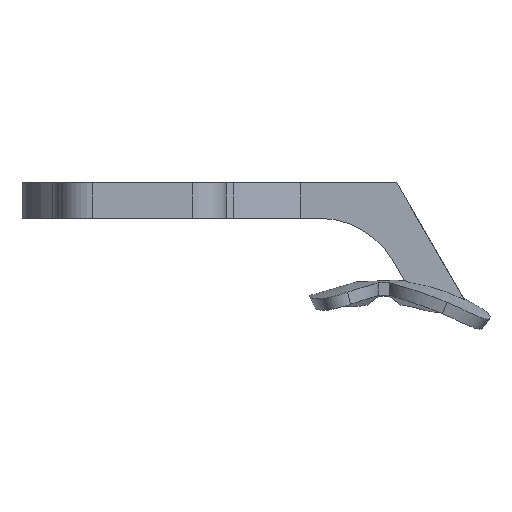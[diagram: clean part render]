
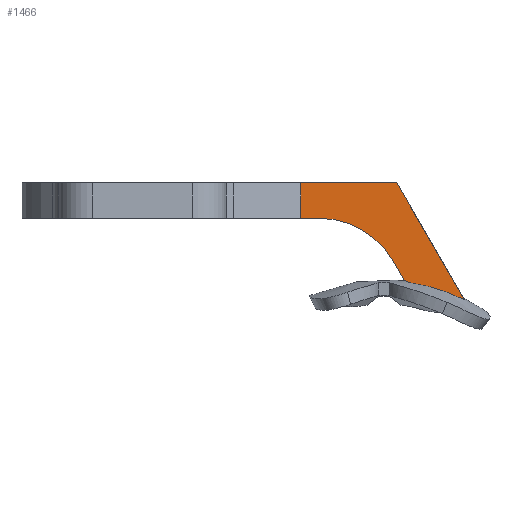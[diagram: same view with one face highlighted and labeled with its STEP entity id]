
A CAD part, left-side view. The second image highlights one B-rep face of the part: STEP entity #1466.
In plain terms, the highlighted planar face has unit normal (-1, 0, 0).
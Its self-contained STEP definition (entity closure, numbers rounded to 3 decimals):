
#47=PLANE('',#1570);
#85=LINE('',#4053,#203);
#112=LINE('',#4141,#230);
#113=LINE('',#4143,#231);
#114=LINE('',#4145,#232);
#115=LINE('',#4147,#233);
#116=LINE('',#4150,#234);
#203=VECTOR('',#1664,1000.);
#230=VECTOR('',#1751,1000.);
#231=VECTOR('',#1752,1000.);
#232=VECTOR('',#1753,1000.);
#233=VECTOR('',#1754,1000.);
#234=VECTOR('',#1757,1000.);
#344=FACE_OUTER_BOUND('',#428,.T.);
#428=EDGE_LOOP('',(#1111,#1112,#1113,#1114,#1115,#1116,#1117,#1118));
#509=CIRCLE('',#1571,4.);
#542=B_SPLINE_CURVE_WITH_KNOTS('',3,(#2549,#2550,#2551,#2552,#2553,#2554,
#2555,#2556),.UNSPECIFIED.,.F.,.F.,(4,2,2,4),(0.319,0.359,
0.449,0.476),.UNSPECIFIED.);
#607=VERTEX_POINT('',#2547);
#608=VERTEX_POINT('',#2548);
#631=VERTEX_POINT('',#4052);
#662=VERTEX_POINT('',#4140);
#663=VERTEX_POINT('',#4142);
#664=VERTEX_POINT('',#4144);
#665=VERTEX_POINT('',#4146);
#666=VERTEX_POINT('',#4148);
#750=EDGE_CURVE('',#607,#608,#542,.T.);
#789=EDGE_CURVE('',#631,#607,#85,.T.);
#832=EDGE_CURVE('',#608,#662,#112,.T.);
#833=EDGE_CURVE('',#662,#663,#113,.T.);
#834=EDGE_CURVE('',#664,#663,#114,.T.);
#835=EDGE_CURVE('',#665,#664,#115,.T.);
#836=EDGE_CURVE('',#666,#665,#509,.F.);
#837=EDGE_CURVE('',#666,#631,#116,.T.);
#1111=ORIENTED_EDGE('',*,*,#750,.T.);
#1112=ORIENTED_EDGE('',*,*,#832,.T.);
#1113=ORIENTED_EDGE('',*,*,#833,.T.);
#1114=ORIENTED_EDGE('',*,*,#834,.F.);
#1115=ORIENTED_EDGE('',*,*,#835,.F.);
#1116=ORIENTED_EDGE('',*,*,#836,.F.);
#1117=ORIENTED_EDGE('',*,*,#837,.T.);
#1118=ORIENTED_EDGE('',*,*,#789,.T.);
#1466=ADVANCED_FACE('',(#344),#47,.F.);
#1570=AXIS2_PLACEMENT_3D('',#4139,#1749,#1750);
#1571=AXIS2_PLACEMENT_3D('',#4149,#1755,#1756);
#1664=DIRECTION('',(0.,-0.887,-0.461));
#1749=DIRECTION('center_axis',(1.,0.,0.));
#1750=DIRECTION('ref_axis',(0.,0.,1.));
#1751=DIRECTION('',(0.,0.5,0.866));
#1752=DIRECTION('',(0.,1.,0.));
#1753=DIRECTION('',(0.,0.,1.));
#1754=DIRECTION('',(0.,1.,0.));
#1755=DIRECTION('center_axis',(1.,0.,0.));
#1756=DIRECTION('ref_axis',(0.,0.,1.));
#1757=DIRECTION('',(0.,-0.5,-0.866));
#2547=CARTESIAN_POINT('',(-2.5,-1.173,-1.024));
#2548=CARTESIAN_POINT('',(-2.5,-3.788,-1.842));
#2549=CARTESIAN_POINT('Ctrl Pts',(-2.5,-1.173,-1.024));
#2550=CARTESIAN_POINT('Ctrl Pts',(-2.5,-1.403,-1.057));
#2551=CARTESIAN_POINT('Ctrl Pts',(-2.5,-1.632,-1.099));
#2552=CARTESIAN_POINT('Ctrl Pts',(-2.5,-2.372,-1.267));
#2553=CARTESIAN_POINT('Ctrl Pts',(-2.5,-2.875,-1.433));
#2554=CARTESIAN_POINT('Ctrl Pts',(-2.5,-3.501,-1.704));
#2555=CARTESIAN_POINT('Ctrl Pts',(-2.5,-3.645,-1.771));
#2556=CARTESIAN_POINT('Ctrl Pts',(-2.5,-3.788,-1.842));
#4052=CARTESIAN_POINT('',(-2.5,-0.934,-0.9));
#4053=CARTESIAN_POINT('',(-2.5,-0.934,-0.9));
#4139=CARTESIAN_POINT('Origin',(-2.5,3.934,-7.445));
#4140=CARTESIAN_POINT('',(-2.5,-0.602,3.676));
#4141=CARTESIAN_POINT('',(-2.5,-0.602,3.676));
#4142=CARTESIAN_POINT('',(-2.5,3.934,3.676));
#4143=CARTESIAN_POINT('',(-2.5,3.934,3.676));
#4144=CARTESIAN_POINT('',(-2.5,3.934,2.));
#4145=CARTESIAN_POINT('',(-2.5,3.934,-7.445));
#4146=CARTESIAN_POINT('',(-2.5,3.049,2.));
#4147=CARTESIAN_POINT('',(-2.5,3.934,2.));
#4148=CARTESIAN_POINT('',(-2.5,-0.415,0.));
#4149=CARTESIAN_POINT('Origin',(-2.5,3.049,-2.));
#4150=CARTESIAN_POINT('',(-2.5,0.74,2.));
